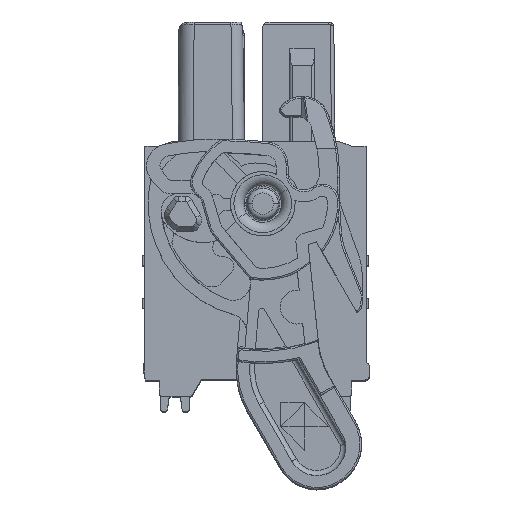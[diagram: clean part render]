
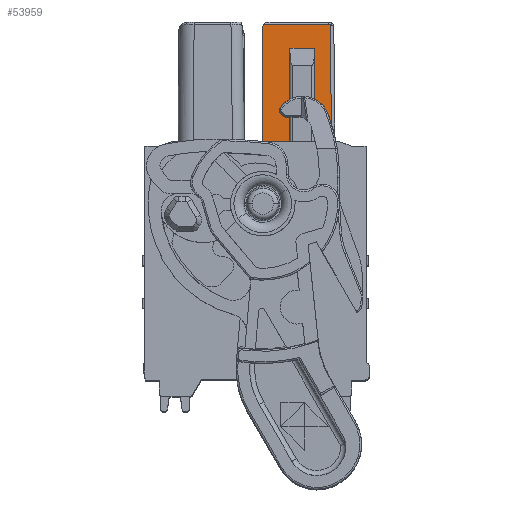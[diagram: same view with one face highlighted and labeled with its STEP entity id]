
A CAD part, top view. The second image highlights one B-rep face of the part: STEP entity #53959.
In plain terms, the highlighted planar face has unit normal (0, 0.009, 1).
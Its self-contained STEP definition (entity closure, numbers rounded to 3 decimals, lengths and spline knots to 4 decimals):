
#10170=DIRECTION('',(1.,0.,0.));
#10171=VECTOR('',#10170,1.45);
#10172=CARTESIAN_POINT('',(8.535,19.5029,18.8732));
#10173=LINE('',#10172,#10171);
#10202=DIRECTION('',(0.,1.,-0.009));
#10203=VECTOR('',#10202,5.5031);
#10204=CARTESIAN_POINT('',(8.535,14.,18.92));
#10205=LINE('',#10204,#10203);
#10210=CARTESIAN_POINT('',(6.9468,20.7828,18.8623));
#10211=CARTESIAN_POINT('',(6.9483,20.7967,18.8622));
#10212=CARTESIAN_POINT('',(6.9533,20.8242,18.8619));
#10213=CARTESIAN_POINT('',(6.9665,20.8641,18.8616));
#10214=CARTESIAN_POINT('',(6.9788,20.8891,18.8614));
#10215=CARTESIAN_POINT('',(6.9859,20.9013,18.8613));
#10217=DIRECTION('',(1.,0.,0.));
#10218=VECTOR('',#10217,3.8364);
#10219=CARTESIAN_POINT('',(6.9859,20.9013,18.8613));
#10220=LINE('',#10219,#10218);
#10221=DIRECTION('',(0.008,-1.,0.009));
#10222=VECTOR('',#10221,6.1134);
#10223=CARTESIAN_POINT('',(10.9215,20.8639,18.8616));
#10224=LINE('',#10223,#10222);
#10225=DIRECTION('',(0.,-1.,0.009));
#10226=VECTOR('',#10225,0.7509);
#10227=CARTESIAN_POINT('',(10.97,14.7509,18.9136));
#10228=LINE('',#10227,#10226);
#10229=DIRECTION('',(-1.,0.,0.));
#10230=VECTOR('',#10229,0.985);
#10231=CARTESIAN_POINT('',(10.97,14.,18.92));
#10232=LINE('',#10231,#10230);
#10233=DIRECTION('',(-1.,0.,0.));
#10234=VECTOR('',#10233,1.59);
#10235=CARTESIAN_POINT('',(8.535,14.,18.92));
#10236=LINE('',#10235,#10234);
#10237=CARTESIAN_POINT('',(6.945,20.6472,18.8634));
#10238=CARTESIAN_POINT('',(6.945,20.6623,18.8633));
#10239=CARTESIAN_POINT('',(6.9451,20.6924,18.863));
#10240=CARTESIAN_POINT('',(6.9457,20.7376,18.8627));
#10241=CARTESIAN_POINT('',(6.9464,20.7677,18.8624));
#10242=CARTESIAN_POINT('',(6.9468,20.7828,18.8623));
#10293=DIRECTION('',(0.,-1.,0.009));
#10294=VECTOR('',#10293,6.6474);
#10295=CARTESIAN_POINT('',(6.945,20.6472,18.8634));
#10296=LINE('',#10295,#10294);
#10651=CARTESIAN_POINT('',(10.9215,20.8639,18.8616));
#10652=CARTESIAN_POINT('',(10.9122,20.872,18.8615));
#10653=CARTESIAN_POINT('',(10.8924,20.8855,18.8614));
#10654=CARTESIAN_POINT('',(10.8582,20.8985,18.8613));
#10655=CARTESIAN_POINT('',(10.8346,20.901,18.8613));
#10656=CARTESIAN_POINT('',(10.8224,20.9009,18.8613));
#10777=DIRECTION('',(0.,-1.,0.009));
#10778=VECTOR('',#10777,5.5031);
#10779=CARTESIAN_POINT('',(9.985,19.5029,18.8732));
#10780=LINE('',#10779,#10778);
#34992=CARTESIAN_POINT('',(6.945,14.,18.92));
#34993=VERTEX_POINT('',#34992);
#34994=CARTESIAN_POINT('',(8.535,14.,18.92));
#34995=VERTEX_POINT('',#34994);
#35106=CARTESIAN_POINT('',(9.985,14.,18.92));
#35107=VERTEX_POINT('',#35106);
#35108=CARTESIAN_POINT('',(10.97,14.,18.92));
#35109=VERTEX_POINT('',#35108);
#35121=CARTESIAN_POINT('',(8.535,19.5029,18.8732));
#35122=VERTEX_POINT('',#35121);
#35123=CARTESIAN_POINT('',(9.985,19.5029,18.8732));
#35124=VERTEX_POINT('',#35123);
#35125=VERTEX_POINT('',#10210);
#35126=VERTEX_POINT('',#10215);
#35127=CARTESIAN_POINT('',(10.8224,20.9009,18.8613));
#35128=VERTEX_POINT('',#35127);
#35129=VERTEX_POINT('',#10651);
#35130=CARTESIAN_POINT('',(10.97,14.7509,18.9136));
#35131=VERTEX_POINT('',#35130);
#35132=CARTESIAN_POINT('',(6.945,20.6472,18.8634));
#35133=VERTEX_POINT('',#35132);
#53932=CARTESIAN_POINT('',(6.51,21.05,18.86));
#53933=DIRECTION('',(0.,0.009,1.));
#53934=DIRECTION('',(0.,-1.,0.009));
#53935=AXIS2_PLACEMENT_3D('',#53932,#53933,#53934);
#53936=PLANE('',#53935);
#53938=ORIENTED_EDGE('',*,*,#53937,.T.);
#53940=ORIENTED_EDGE('',*,*,#53939,.T.);
#53942=ORIENTED_EDGE('',*,*,#53941,.F.);
#53944=ORIENTED_EDGE('',*,*,#53943,.T.);
#53946=ORIENTED_EDGE('',*,*,#53945,.T.);
#53947=ORIENTED_EDGE('',*,*,#53737,.T.);
#53949=ORIENTED_EDGE('',*,*,#53948,.F.);
#53950=ORIENTED_EDGE('',*,*,#53885,.F.);
#53951=ORIENTED_EDGE('',*,*,#53926,.F.);
#53952=ORIENTED_EDGE('',*,*,#52735,.T.);
#53954=ORIENTED_EDGE('',*,*,#53953,.F.);
#53956=ORIENTED_EDGE('',*,*,#53955,.T.);
#53957=EDGE_LOOP('',(#53938,#53940,#53942,#53944,#53946,#53947,#53949,#53950,
#53951,#53952,#53954,#53956));
#53958=FACE_OUTER_BOUND('',#53957,.F.);
#53959=ADVANCED_FACE('',(#53958),#53936,.T.);
#10216=B_SPLINE_CURVE_WITH_KNOTS('',3,(#10210,#10211,#10212,#10213,#10214,
#10215),.UNSPECIFIED.,.F.,.F.,(4,1,1,4),(0.,0.3333,
0.6667,1.),.UNSPECIFIED.);
#10243=B_SPLINE_CURVE_WITH_KNOTS('',3,(#10237,#10238,#10239,#10240,#10241,
#10242),.UNSPECIFIED.,.F.,.F.,(4,1,1,4),(0.,0.3333,
0.6667,1.),.UNSPECIFIED.);
#10657=B_SPLINE_CURVE_WITH_KNOTS('',3,(#10651,#10652,#10653,#10654,#10655,
#10656),.UNSPECIFIED.,.F.,.F.,(4,1,1,4),(0.,0.3333,
0.6667,1.),.UNSPECIFIED.);
#52735=EDGE_CURVE('',#34995,#34993,#10236,.T.);
#53737=EDGE_CURVE('',#35109,#35107,#10232,.T.);
#53885=EDGE_CURVE('',#35122,#35124,#10173,.T.);
#53926=EDGE_CURVE('',#34995,#35122,#10205,.T.);
#53937=EDGE_CURVE('',#35125,#35126,#10216,.T.);
#53939=EDGE_CURVE('',#35126,#35128,#10220,.T.);
#53941=EDGE_CURVE('',#35129,#35128,#10657,.T.);
#53943=EDGE_CURVE('',#35129,#35131,#10224,.T.);
#53945=EDGE_CURVE('',#35131,#35109,#10228,.T.);
#53948=EDGE_CURVE('',#35124,#35107,#10780,.T.);
#53953=EDGE_CURVE('',#35133,#34993,#10296,.T.);
#53955=EDGE_CURVE('',#35133,#35125,#10243,.T.);
